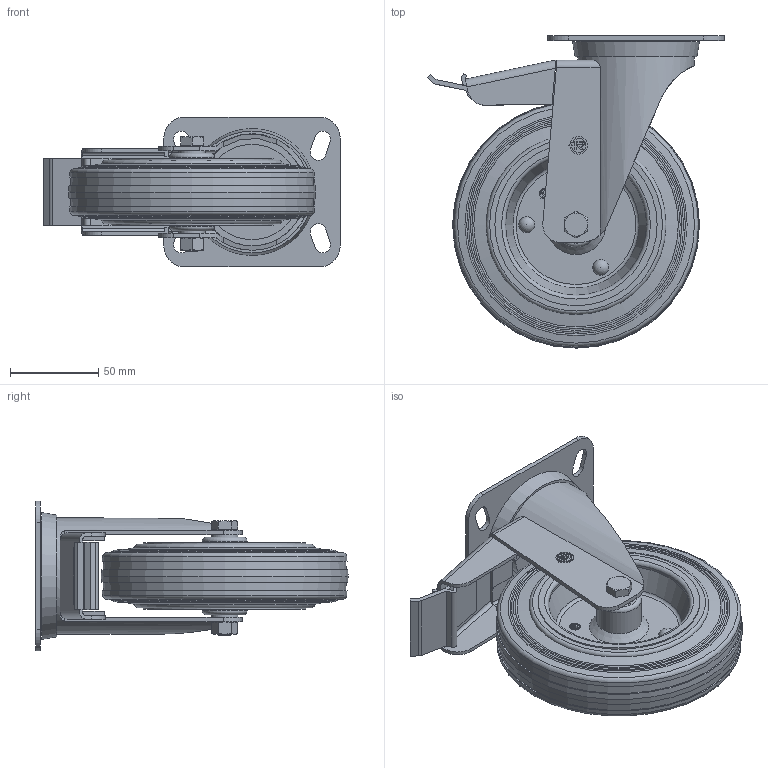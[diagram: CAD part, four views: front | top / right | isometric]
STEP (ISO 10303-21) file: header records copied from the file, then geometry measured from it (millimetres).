
FILE_DESCRIPTION( ( 'STEP AP214' ), ' ' );
FILE_NAME( '235224.stp', '2017-04-27T06:27:32', ( '' ), ( '' ), ' ', 'PARTsolutions', ' ' );
FILE_SCHEMA( ( 'AUTOMOTIVE_DESIGN { 1 0 10303 214 1 1 1 1 }' ) );
Length unit declared in the file: millimetre
Products named in the file (7): 235224; _233104; _Shaft 140-M8-40-15450; _SRP/NL (140-100x85-37.5176)-b; _Bolt M8-60(GREY); _Nut M8(GREY); _14037100x851761-bf
Assembly tree (6 placements, depth 2):
  235224
    _233104
    _Shaft 140-M8-40-15450
    _SRP/NL (140-100x85-37.5176)-b
    _Bolt M8-60(GREY)
    _Nut M8(GREY)
    _14037100x851761-bf
Bounding box: 168.05 x 177 x 85 mm (x, y, z)
Volume: 459481.5 mm3; surface area: 128276 mm2
Topology: 6 solids, 6 shells, 400 faces, 1034 edges, 648 vertices
Faces by surface type: plane 246, cylinder 80, cone 42, torus 26, sphere 6
Full cylindrical faces by diameter (mm): 6.647 x1, 8 x2, 8.2 x2, 11.47 x1, 12 x1, 15 x1, 15.54 x2, 18 x2, 21.54 x2, 22.8 x1, 25.4 x2, 54 x1, 61 x1, 66 x2, 80 x2, 92 x2
Entity records: 15282 total; most frequent: CARTESIAN_POINT 2333, DIRECTION 2086, ORIENTED_EDGE 1860, EDGE_CURVE 930, AXIS2_PLACEMENT_3D 795, VERTEX_POINT 638, EDGE_LOOP 536, LINE 496
